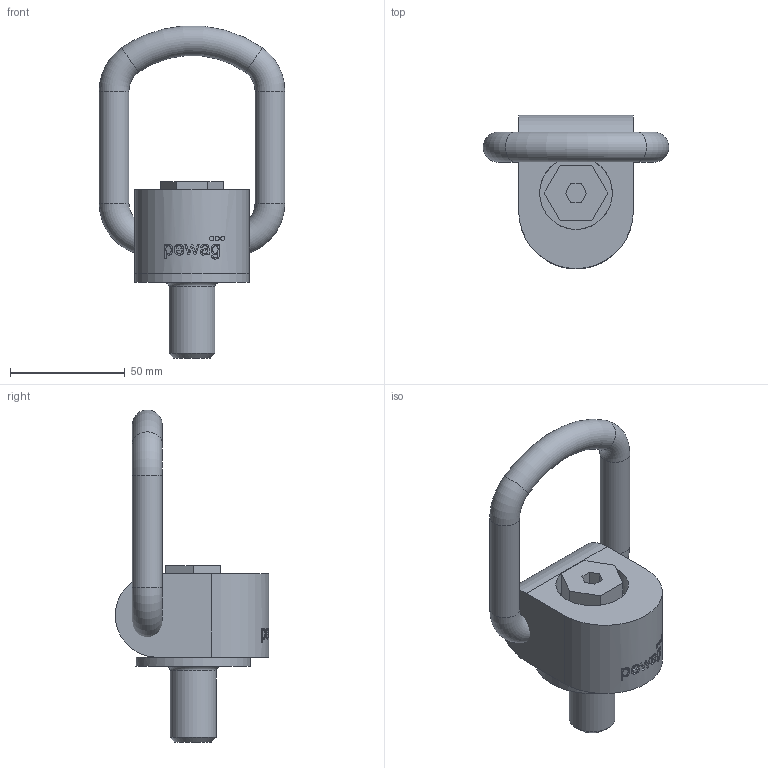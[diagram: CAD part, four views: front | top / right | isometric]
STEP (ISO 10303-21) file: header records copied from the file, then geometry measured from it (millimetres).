
FILE_DESCRIPTION(/* description */ (''),/* implementation_level */ '2;1');
FILE_NAME(/* name */ 'PLAW_2_5_t.stp',/* time_stamp */ '2017-11-06T16:41:51+01:00',/* author */ (''),/* organization */ (''),/* preprocessor_version */ 'ST-DEVELOPER v16',/* originating_system */ 'SIEMENS PLM Software NX 11.0',/* authorisation */ '');
FILE_SCHEMA (('AUTOMOTIVE_DESIGN { 1 0 10303 214 3 1 1 1 }'));
Length unit declared in the file: millimetre
Products named in the file (1): mum21341492ziqi
Bounding box: 81 x 67 x 144.85 mm (x, y, z)
Volume: 158185.2 mm3; surface area: 29619 mm2
Topology: 2 solids, 2 shells, 132 faces, 330 edges, 215 vertices
Faces by surface type: plane 62, extrusion 45, cylinder 18, torus 6, cone 1
Full cylindrical faces by diameter (mm): 1.875 x3, 13 x3, 20 x1, 31.713 x1, 50 x1
Entity records: 5291 total; most frequent: CARTESIAN_POINT 2232, ORIENTED_EDGE 626, DIRECTION 456, EDGE_CURVE 313, VERTEX_POINT 214, VECTOR 176, B_SPLINE_CURVE_WITH_KNOTS 175, EDGE_LOOP 163
